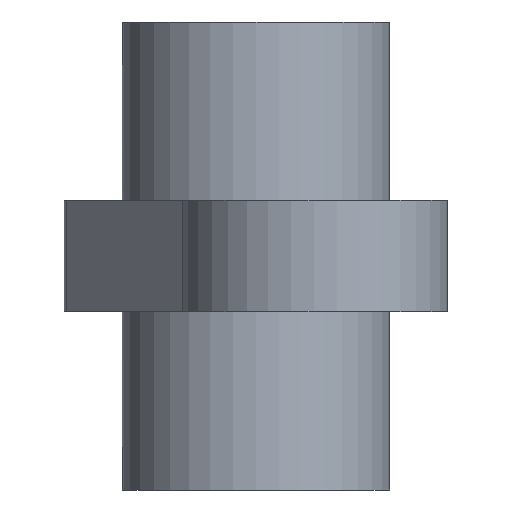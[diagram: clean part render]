
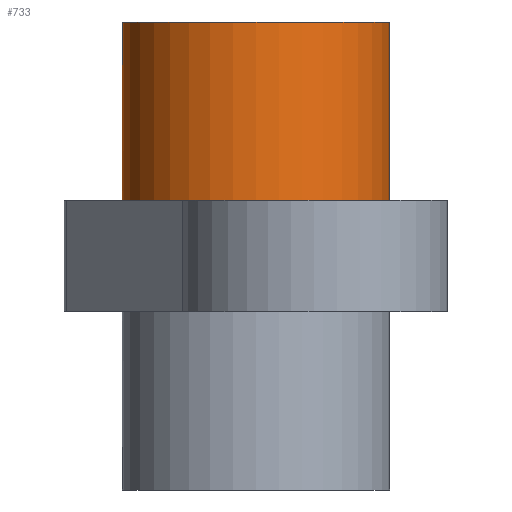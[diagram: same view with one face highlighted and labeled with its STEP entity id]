
A CAD part, front view. The second image highlights one B-rep face of the part: STEP entity #733.
In plain terms, the highlighted cylindrical face has radius 6 mm (diameter 12 mm), a partial arc.
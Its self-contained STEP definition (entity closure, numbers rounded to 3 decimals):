
#6 = EDGE_CURVE ( 'NONE', #653, #854, #523, .T. ) ;
#8 = CARTESIAN_POINT ( 'NONE',  ( 0., 0., 13. ) ) ;
#21 = CARTESIAN_POINT ( 'NONE',  ( 0., 0., 5. ) ) ;
#104 = EDGE_CURVE ( 'NONE', #930, #593, #481, .T. ) ;
#128 = VECTOR ( 'NONE', #545, 1000. ) ;
#157 = DIRECTION ( 'NONE',  ( 0., 0., 1. ) ) ;
#171 = LINE ( 'NONE', #214, #128 ) ;
#185 = AXIS2_PLACEMENT_3D ( 'NONE', #505, #465, #206 ) ;
#203 = EDGE_CURVE ( 'NONE', #716, #653, #435, .T. ) ;
#206 = DIRECTION ( 'NONE',  ( -1., 0., 0. ) ) ;
#214 = CARTESIAN_POINT ( 'NONE',  ( 6., 0., 13. ) ) ;
#248 = AXIS2_PLACEMENT_3D ( 'NONE', #21, #696, #370 ) ;
#261 = CARTESIAN_POINT ( 'NONE',  ( -6., 0., 13. ) ) ;
#293 = LINE ( 'NONE', #261, #327 ) ;
#325 = FACE_OUTER_BOUND ( 'NONE', #760, .T. ) ;
#327 = VECTOR ( 'NONE', #932, 1000. ) ;
#370 = DIRECTION ( 'NONE',  ( 1., 0., 0. ) ) ;
#385 = CARTESIAN_POINT ( 'NONE',  ( 6., 0., 13. ) ) ;
#408 = DIRECTION ( 'NONE',  ( 1., 0., 0. ) ) ;
#435 = CIRCLE ( 'NONE', #248, 6. ) ;
#465 = DIRECTION ( 'NONE',  ( 0., 0., -1. ) ) ;
#481 = CIRCLE ( 'NONE', #966, 6. ) ;
#505 = CARTESIAN_POINT ( 'NONE',  ( 0., 0., 13. ) ) ;
#523 = CIRCLE ( 'NONE', #878, 6. ) ;
#537 = CYLINDRICAL_SURFACE ( 'NONE', #185, 6. ) ;
#545 = DIRECTION ( 'NONE',  ( 0., 0., -1. ) ) ;
#593 = VERTEX_POINT ( 'NONE', #385 ) ;
#646 = ORIENTED_EDGE ( 'NONE', *, *, #6, .T. ) ;
#650 = ORIENTED_EDGE ( 'NONE', *, *, #203, .T. ) ;
#653 = VERTEX_POINT ( 'NONE', #773 ) ;
#670 = EDGE_CURVE ( 'NONE', #930, #716, #293, .T. ) ;
#696 = DIRECTION ( 'NONE',  ( 0., 0., 1. ) ) ;
#716 = VERTEX_POINT ( 'NONE', #747 ) ;
#718 = CARTESIAN_POINT ( 'NONE',  ( 0., 0., 5. ) ) ;
#722 = DIRECTION ( 'NONE',  ( 0., 0., 1. ) ) ;
#733 = ADVANCED_FACE ( 'NONE', ( #325 ), #537, .T. ) ;
#747 = CARTESIAN_POINT ( 'NONE',  ( -6., 0., 5. ) ) ;
#760 = EDGE_LOOP ( 'NONE', ( #816, #798, #919, #650, #646 ) ) ;
#773 = CARTESIAN_POINT ( 'NONE',  ( -5.909, -1.042, 5. ) ) ;
#798 = ORIENTED_EDGE ( 'NONE', *, *, #104, .F. ) ;
#816 = ORIENTED_EDGE ( 'NONE', *, *, #869, .F. ) ;
#836 = CARTESIAN_POINT ( 'NONE',  ( -6., 0., 13. ) ) ;
#854 = VERTEX_POINT ( 'NONE', #960 ) ;
#869 = EDGE_CURVE ( 'NONE', #593, #854, #171, .T. ) ;
#878 = AXIS2_PLACEMENT_3D ( 'NONE', #718, #722, #908 ) ;
#908 = DIRECTION ( 'NONE',  ( 1., 0., 0. ) ) ;
#919 = ORIENTED_EDGE ( 'NONE', *, *, #670, .T. ) ;
#930 = VERTEX_POINT ( 'NONE', #836 ) ;
#932 = DIRECTION ( 'NONE',  ( 0., 0., -1. ) ) ;
#960 = CARTESIAN_POINT ( 'NONE',  ( 6., 0., 5. ) ) ;
#966 = AXIS2_PLACEMENT_3D ( 'NONE', #8, #157, #408 ) ;
